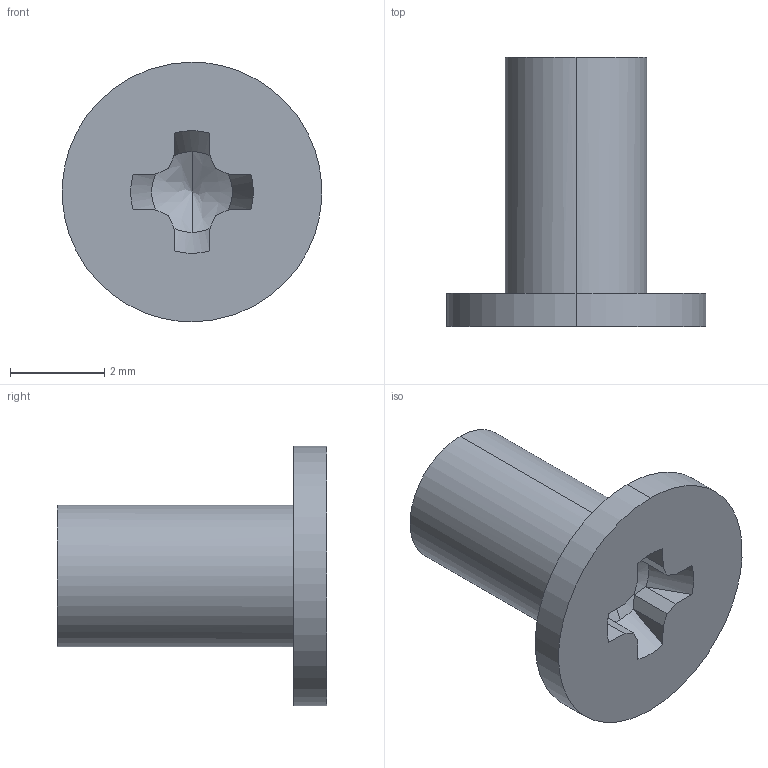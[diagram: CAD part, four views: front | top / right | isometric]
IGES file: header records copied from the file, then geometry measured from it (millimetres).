
Start section: ------------------------------------------------------------------------
Global section: file name: PC3551.19968.TO_504_M3_5_25887.igs; native system: spGate; preprocessor: ver20.6.3 (****-****-****-****); author: Unknown; organization: Unknown; date: 260108.091818; units: millimetre
Bounding box: 5.49 x 5.7 x 5.5 mm (x, y, z)
Volume: 49.2 mm3; surface area: 112.8 mm2
Topology: 1 solids, 1 shells, 29 faces, 70 edges, 43 vertices
Faces by surface type: bspline 29
